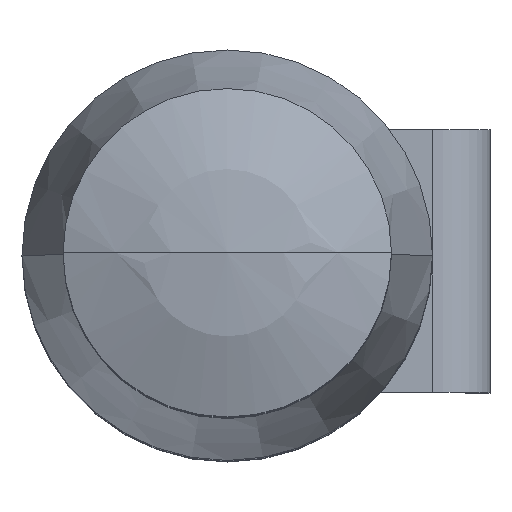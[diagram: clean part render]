
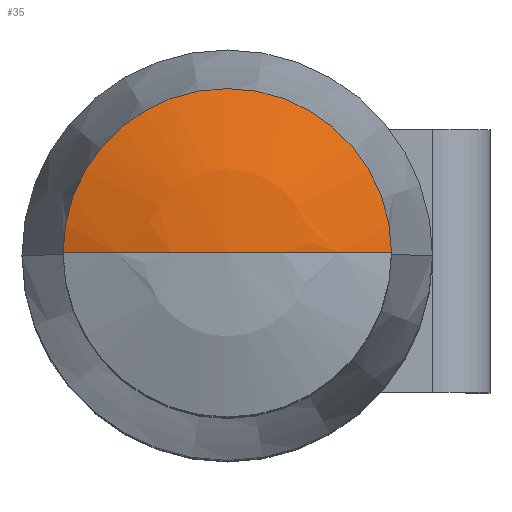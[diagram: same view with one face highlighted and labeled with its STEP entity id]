
A CAD part, top view. The second image highlights one B-rep face of the part: STEP entity #35.
In plain terms, the highlighted spherical face has radius 52 mm.
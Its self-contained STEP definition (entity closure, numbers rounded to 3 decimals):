
#1=CARTESIAN_POINT('POINT1565',(0.,0.,
   577.2));
#2=VERTEX_POINT('VERTEX1565',#1);
#3=CARTESIAN_POINT('POINT1566',(-20.,0.,
   573.2));
#4=VERTEX_POINT('VERTEX1566',#3);
#5=CARTESIAN_POINT('POS2576',(0.,
   0.,525.2));
#6=DIRECTION('DIR4014',(0.,-1.,0.));
#7=DIRECTION('DIR4015',(0.,0.,1.));
#8=AXIS2_PLACEMENT_3D('AXIS1439',#5,#6,#7);
#9=CIRCLE('ELLIPSE689',#8,52.);
#10=EDGE_CURVE('EDGE2408',#2,#4,#9,.T.);
#11=ORIENTED_EDGE('COEDGE4835',*,*,#10,.F.);
#12=CARTESIAN_POINT('POINT1567',(20.,0.,
   573.2));
#13=VERTEX_POINT('VERTEX1567',#12);
#14=CARTESIAN_POINT('POS2577',(0.,
   0.,525.2));
#15=DIRECTION('DIR4016',(0.,-1.,0.));
#16=DIRECTION('DIR4017',(0.,0.,1.));
#17=AXIS2_PLACEMENT_3D('AXIS1440',#14,#15,#16);
#18=CIRCLE('ELLIPSE690',#17,52.);
#19=EDGE_CURVE('EDGE2409',#13,#2,#18,.T.);
#20=ORIENTED_EDGE('COEDGE4836',*,*,#19,.F.);
#21=CARTESIAN_POINT('POS2578',(0.,0.,573.2));
#22=DIRECTION('DIR4018',(0.,0.,-1.));
#23=DIRECTION('DIR4019',(1.,0.,0.));
#24=AXIS2_PLACEMENT_3D('AXIS1441',#21,#22,#23);
#25=CIRCLE('ELLIPSE691',#24,20.);
#26=EDGE_CURVE('EDGE2410',#4,#13,#25,.T.);
#27=ORIENTED_EDGE('COEDGE4837',*,*,#26,.F.);
#28=EDGE_LOOP('NONE',(#11,#20,#27));
#29=FACE_BOUND('LOOP1',#28,.T.);
#30=CARTESIAN_POINT('POS2579',(0.,
   0.,525.2));
#31=DIRECTION('DIR4020',(0.,0.,1.));
#32=DIRECTION('DIR4021',(1.,0.,0.));
#33=AXIS2_PLACEMENT_3D('AXIS1442',#30,#31,#32);
#34=SPHERICAL_SURFACE('SPHERE_SURF8',#33,52.);
#35=ADVANCED_FACE('FACE1036',(#29),#34,.T.);
